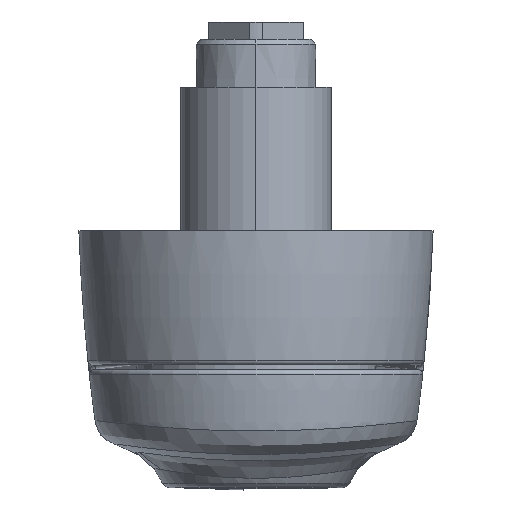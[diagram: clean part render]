
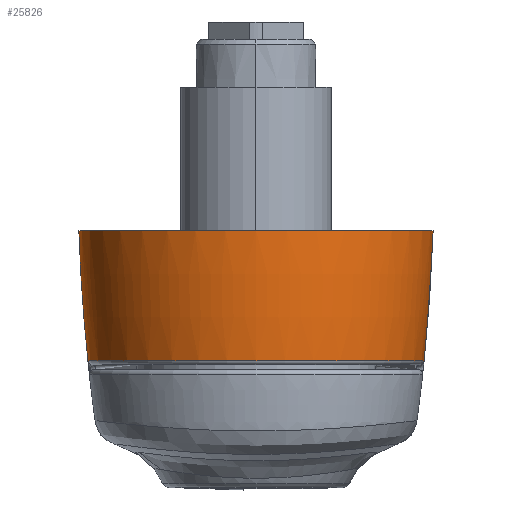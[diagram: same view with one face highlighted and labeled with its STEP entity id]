
A CAD part, front view. The second image highlights one B-rep face of the part: STEP entity #25826.
In plain terms, the highlighted toroidal (fillet/blend) face has major radius 181.375 mm and minor radius 200 mm.
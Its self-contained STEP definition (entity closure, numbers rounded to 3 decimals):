
#508 = DIRECTION ( 'NONE',  ( 0., 1., 0. ) ) ;
#3245 = EDGE_CURVE ( 'NONE', #46539, #63037, #70604, .T. ) ;
#4922 = ORIENTED_EDGE ( 'NONE', *, *, #53902, .F. ) ;
#6337 = CARTESIAN_POINT ( 'NONE',  ( 181.375, 0., 27.08 ) ) ;
#10923 = B_SPLINE_CURVE_WITH_KNOTS ( 'NONE', 3,
 ( #61582, #61970, #49911, #32434 ),
 .UNSPECIFIED., .F., .F.,
 ( 4, 4 ),
 ( 0.437, 1. ),
 .UNSPECIFIED. ) ;
#11580 = CARTESIAN_POINT ( 'NONE',  ( -17.558, 0., 6.448 ) ) ;
#15926 = ORIENTED_EDGE ( 'NONE', *, *, #29441, .T. ) ;
#19869 = EDGE_CURVE ( 'NONE', #51398, #27287, #42554, .T. ) ;
#22968 = DIRECTION ( 'NONE',  ( 0., 0., 1. ) ) ;
#24357 = ORIENTED_EDGE ( 'NONE', *, *, #19869, .T. ) ;
#25432 = CARTESIAN_POINT ( 'NONE',  ( 18.5, 0., 20. ) ) ;
#25826 = ADVANCED_FACE ( 'NONE', ( #34057 ), #69298, .T. ) ;
#27287 = VERTEX_POINT ( 'NONE', #28268 ) ;
#28268 = CARTESIAN_POINT ( 'NONE',  ( 17.558, 0., 6.448 ) ) ;
#29441 = EDGE_CURVE ( 'NONE', #27287, #63037, #10923, .T. ) ;
#32434 = CARTESIAN_POINT ( 'NONE',  ( 18.5, 0., 20. ) ) ;
#34057 = FACE_OUTER_BOUND ( 'NONE', #68530, .T. ) ;
#35769 = AXIS2_PLACEMENT_3D ( 'NONE', #69058, #51911, #68686 ) ;
#40468 = CARTESIAN_POINT ( 'NONE',  ( 0., 0., 20. ) ) ;
#42554 = CIRCLE ( 'NONE', #64930, 17.558 ) ;
#43266 = AXIS2_PLACEMENT_3D ( 'NONE', #40468, #22968, #76632 ) ;
#46539 = VERTEX_POINT ( 'NONE', #76125 ) ;
#47693 = DIRECTION ( 'NONE',  ( 1., 0., 0. ) ) ;
#49911 = CARTESIAN_POINT ( 'NONE',  ( 18.34, 0., 15.474 ) ) ;
#51398 = VERTEX_POINT ( 'NONE', #11580 ) ;
#51911 = DIRECTION ( 'NONE',  ( 0., 0., 1. ) ) ;
#53902 = EDGE_CURVE ( 'NONE', #51398, #46539, #56406, .T. ) ;
#54125 = DIRECTION ( 'NONE',  ( 0., 0., -1. ) ) ;
#56406 = CIRCLE ( 'NONE', #67651, 200. ) ;
#59684 = ORIENTED_EDGE ( 'NONE', *, *, #3245, .F. ) ;
#61582 = CARTESIAN_POINT ( 'NONE',  ( 17.558, 0., 6.448 ) ) ;
#61970 = CARTESIAN_POINT ( 'NONE',  ( 18.026, 0., 10.953 ) ) ;
#63037 = VERTEX_POINT ( 'NONE', #25432 ) ;
#64930 = AXIS2_PLACEMENT_3D ( 'NONE', #65190, #66342, #47693 ) ;
#65190 = CARTESIAN_POINT ( 'NONE',  ( 0., 0., 6.448 ) ) ;
#66342 = DIRECTION ( 'NONE',  ( 0., 0., 1. ) ) ;
#67651 = AXIS2_PLACEMENT_3D ( 'NONE', #6337, #508, #54125 ) ;
#68530 = EDGE_LOOP ( 'NONE', ( #4922, #24357, #15926, #59684 ) ) ;
#68686 = DIRECTION ( 'NONE',  ( 1., 0., 0. ) ) ;
#69058 = CARTESIAN_POINT ( 'NONE',  ( 0., 0., 27.08 ) ) ;
#69298 = TOROIDAL_SURFACE ( 'NONE', #35769, -181.375, 200. ) ;
#70604 = CIRCLE ( 'NONE', #43266, 18.5 ) ;
#76125 = CARTESIAN_POINT ( 'NONE',  ( -18.5, 0., 20. ) ) ;
#76632 = DIRECTION ( 'NONE',  ( 1., 0., 0. ) ) ;
